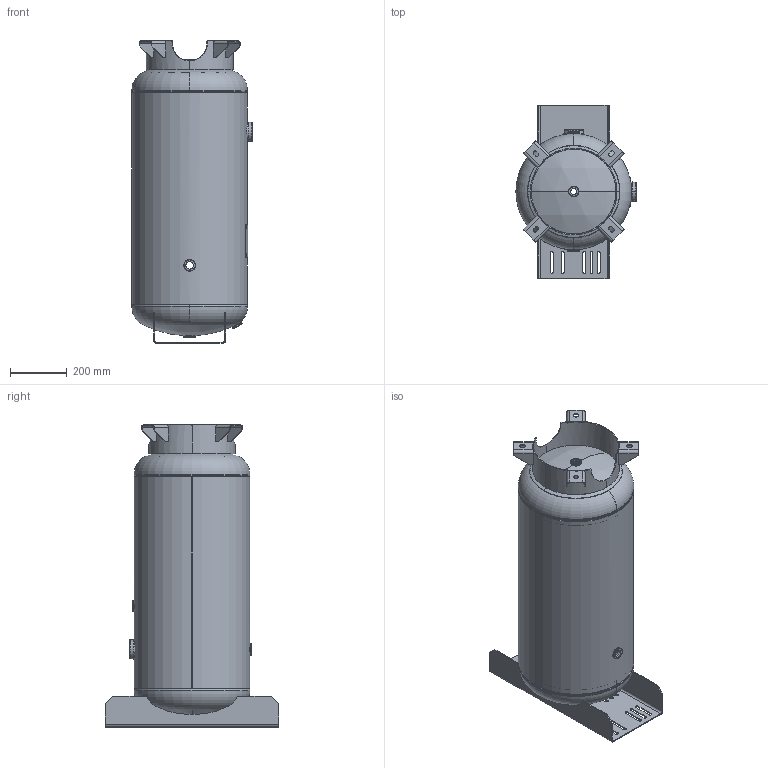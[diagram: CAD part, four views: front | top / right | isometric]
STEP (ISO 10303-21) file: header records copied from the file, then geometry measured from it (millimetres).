
FILE_DESCRIPTION (( 'STEP AP214' ), '1' );
FILE_NAME ('302408.STEP', '2024-03-20T20:49:39', ( '' ), ( '' ), 'SwSTEP 2.0', 'SolidWorks 2022', '' );
FILE_SCHEMA (( 'AUTOMOTIVE_DESIGN' ));
Length unit declared in the file: inch
Products named in the file (13): PHOENIX RAD FLANGE_150P957 OR; 302408-SL; A55179; 302408; PHOENIX FLAT FLANGE_0500P393; A76641; PHOENIX FLAT FLANGE_0250P391; A55879; NP-VER_16; HEAD_16X099JOG; A55885; PHOENIX FLAT FLANGE_0750
Assembly tree (18 placements, depth 3):
  302408
    302408-SL
    HEAD_16X099JOG
    HEAD_16X099JOG
    PHOENIX RAD FLANGE_150P957 OR  x2
    PHOENIX FLAT FLANGE_0750  x3
    PHOENIX FLAT FLANGE_0500P393
    PHOENIX FLAT FLANGE_0250P391
    A76641
    A55879
      A55885
      A55179  x4
    NP-VER_16
Bounding box: 422.78 x 609.6 x 1062.04 mm (x, y, z)
Volume: 5340163.3 mm3; surface area: 3537630.5 mm2
Topology: 17 solids, 17 shells, 468 faces, 1080 edges, 654 vertices
Faces by surface type: plane 180, cylinder 146, torus 104, bspline 30, sphere 8
Full cylindrical faces by diameter (mm): 399.999 x1, 406.4 x1
Entity records: 16151 total; most frequent: CARTESIAN_POINT 8173, DIRECTION 1595, ORIENTED_EDGE 1502, EDGE_CURVE 751, AXIS2_PLACEMENT_3D 658, VERTEX_POINT 462, EDGE_LOOP 371, CIRCLE 352
